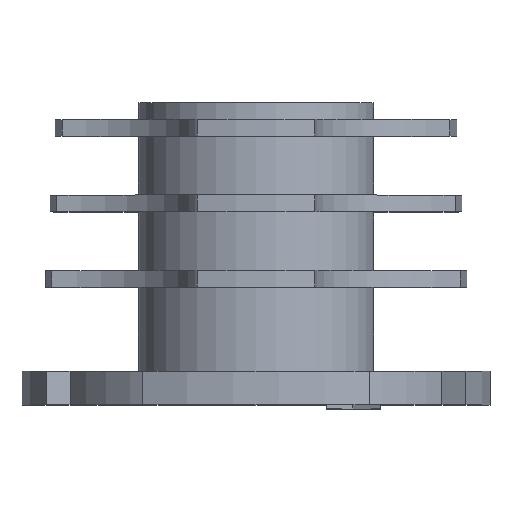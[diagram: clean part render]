
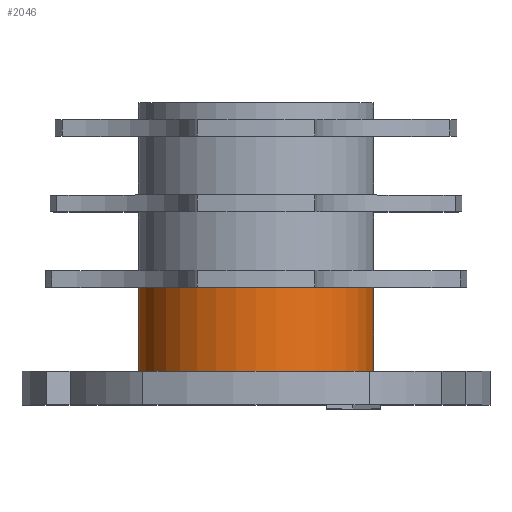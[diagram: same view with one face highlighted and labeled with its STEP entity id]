
A CAD part, top view. The second image highlights one B-rep face of the part: STEP entity #2046.
In plain terms, the highlighted cylindrical face has radius 7 mm (diameter 14 mm), a partial arc.
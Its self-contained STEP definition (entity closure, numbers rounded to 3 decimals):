
#40=CYLINDRICAL_SURFACE('',#2217,7.);
#113=FACE_OUTER_BOUND('',#231,.T.);
#231=EDGE_LOOP('',(#1560,#1561,#1562,#1563));
#341=CIRCLE('',#2159,7.);
#371=CIRCLE('',#2218,7.);
#495=LINE('',#3205,#699);
#496=LINE('',#3207,#700);
#699=VECTOR('',#2528,5.);
#700=VECTOR('',#2529,5.);
#910=VERTEX_POINT('',#3165);
#911=VERTEX_POINT('',#3166);
#918=VERTEX_POINT('',#3204);
#919=VERTEX_POINT('',#3206);
#1122=EDGE_CURVE('',#910,#911,#341,.T.);
#1138=EDGE_CURVE('',#911,#918,#495,.T.);
#1139=EDGE_CURVE('',#910,#919,#496,.T.);
#1176=EDGE_CURVE('',#919,#918,#371,.T.);
#1560=ORIENTED_EDGE('',*,*,#1139,.F.);
#1561=ORIENTED_EDGE('',*,*,#1122,.T.);
#1562=ORIENTED_EDGE('',*,*,#1138,.T.);
#1563=ORIENTED_EDGE('',*,*,#1176,.F.);
#2046=ADVANCED_FACE('',(#113),#40,.T.);
#2159=AXIS2_PLACEMENT_3D('',#3167,#2476,#2477);
#2217=AXIS2_PLACEMENT_3D('',#3281,#2616,#2617);
#2218=AXIS2_PLACEMENT_3D('',#3282,#2618,#2619);
#2476=DIRECTION('center_axis',(0.,1.,0.));
#2477=DIRECTION('ref_axis',(-1.,0.,0.));
#2528=DIRECTION('',(0.,1.,0.));
#2529=DIRECTION('',(0.,1.,0.));
#2616=DIRECTION('center_axis',(0.,1.,0.));
#2617=DIRECTION('ref_axis',(1.,0.,0.));
#2618=DIRECTION('center_axis',(0.,1.,0.));
#2619=DIRECTION('ref_axis',(-1.,0.,0.));
#3165=CARTESIAN_POINT('',(-7.,2.,0.));
#3166=CARTESIAN_POINT('',(7.,2.,0.));
#3167=CARTESIAN_POINT('Origin',(0.,2.,0.));
#3204=CARTESIAN_POINT('',(7.,7.,0.));
#3205=CARTESIAN_POINT('',(7.,2.,0.));
#3206=CARTESIAN_POINT('',(-7.,7.,0.));
#3207=CARTESIAN_POINT('',(-7.,2.,0.));
#3281=CARTESIAN_POINT('Origin',(0.,2.,0.));
#3282=CARTESIAN_POINT('Origin',(0.,7.,0.));
